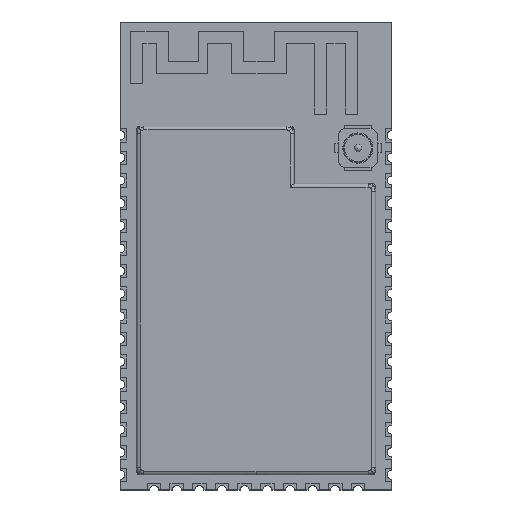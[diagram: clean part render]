
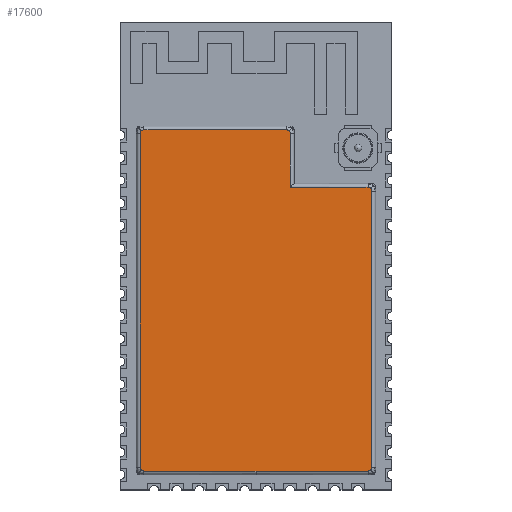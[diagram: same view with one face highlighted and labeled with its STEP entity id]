
A CAD part, top view. The second image highlights one B-rep face of the part: STEP entity #17600.
In plain terms, the highlighted planar face has unit normal (0, 0, 1).
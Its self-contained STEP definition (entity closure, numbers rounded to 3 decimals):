
#139=CIRCLE('',#18577,0.25);
#142=CIRCLE('',#18580,0.25);
#153=CIRCLE('',#18591,0.25);
#156=CIRCLE('',#18594,0.25);
#163=CIRCLE('',#18601,0.25);
#166=CIRCLE('',#18604,0.25);
#177=CIRCLE('',#18615,0.25);
#183=CIRCLE('',#18621,0.25);
#186=CIRCLE('',#18624,0.25);
#193=CIRCLE('',#18632,0.25);
#1110=PLANE('',#18660);
#2066=FACE_OUTER_BOUND('',#3052,.T.);
#3052=EDGE_LOOP('',(#16428,#16429,#16430,#16431,#16432,#16433,#16434,#16435,
#16436,#16437,#16438,#16439,#16440,#16441,#16442,#16443,#16444));
#5022=LINE('',#31234,#7014);
#5027=LINE('',#31285,#7019);
#5030=LINE('',#31333,#7022);
#5032=LINE('',#31336,#7024);
#5034=LINE('',#31342,#7026);
#5037=LINE('',#31346,#7029);
#5038=LINE('',#31348,#7030);
#7014=VECTOR('',#22501,10.);
#7019=VECTOR('',#22516,10.);
#7022=VECTOR('',#22531,10.);
#7024=VECTOR('',#22535,10.);
#7026=VECTOR('',#22541,10.);
#7029=VECTOR('',#22546,10.);
#7030=VECTOR('',#22549,10.);
#8936=VERTEX_POINT('',#29952);
#8937=VERTEX_POINT('',#29959);
#8939=VERTEX_POINT('',#30005);
#8952=VERTEX_POINT('',#30282);
#8953=VERTEX_POINT('',#30289);
#8955=VERTEX_POINT('',#30335);
#8964=VERTEX_POINT('',#30520);
#8965=VERTEX_POINT('',#30527);
#8967=VERTEX_POINT('',#30573);
#8980=VERTEX_POINT('',#30850);
#8981=VERTEX_POINT('',#30857);
#8988=VERTEX_POINT('',#30996);
#8989=VERTEX_POINT('',#31003);
#8991=VERTEX_POINT('',#31049);
#8997=VERTEX_POINT('',#31179);
#9007=VERTEX_POINT('',#31284);
#9012=VERTEX_POINT('',#31340);
#11373=EDGE_CURVE('',#8936,#8937,#139,.T.);
#11377=EDGE_CURVE('',#8939,#8936,#142,.T.);
#11395=EDGE_CURVE('',#8952,#8953,#153,.T.);
#11399=EDGE_CURVE('',#8955,#8952,#156,.T.);
#11411=EDGE_CURVE('',#8964,#8965,#163,.T.);
#11415=EDGE_CURVE('',#8967,#8964,#166,.T.);
#11433=EDGE_CURVE('',#8980,#8981,#177,.T.);
#11443=EDGE_CURVE('',#8988,#8989,#183,.T.);
#11447=EDGE_CURVE('',#8991,#8988,#186,.T.);
#11457=EDGE_CURVE('',#8997,#8980,#193,.T.);
#11466=EDGE_CURVE('',#8989,#8967,#5022,.T.);
#11474=EDGE_CURVE('',#8965,#9007,#5027,.T.);
#11481=EDGE_CURVE('',#9007,#8939,#5030,.T.);
#11483=EDGE_CURVE('',#8937,#8955,#5032,.T.);
#11486=EDGE_CURVE('',#9012,#8997,#5034,.T.);
#11489=EDGE_CURVE('',#8953,#9012,#5037,.T.);
#11490=EDGE_CURVE('',#8981,#8991,#5038,.T.);
#16428=ORIENTED_EDGE('',*,*,#11377,.F.);
#16429=ORIENTED_EDGE('',*,*,#11481,.F.);
#16430=ORIENTED_EDGE('',*,*,#11474,.F.);
#16431=ORIENTED_EDGE('',*,*,#11411,.F.);
#16432=ORIENTED_EDGE('',*,*,#11415,.F.);
#16433=ORIENTED_EDGE('',*,*,#11466,.F.);
#16434=ORIENTED_EDGE('',*,*,#11443,.F.);
#16435=ORIENTED_EDGE('',*,*,#11447,.F.);
#16436=ORIENTED_EDGE('',*,*,#11490,.F.);
#16437=ORIENTED_EDGE('',*,*,#11433,.F.);
#16438=ORIENTED_EDGE('',*,*,#11457,.F.);
#16439=ORIENTED_EDGE('',*,*,#11486,.F.);
#16440=ORIENTED_EDGE('',*,*,#11489,.F.);
#16441=ORIENTED_EDGE('',*,*,#11395,.F.);
#16442=ORIENTED_EDGE('',*,*,#11399,.F.);
#16443=ORIENTED_EDGE('',*,*,#11483,.F.);
#16444=ORIENTED_EDGE('',*,*,#11373,.F.);
#17600=ADVANCED_FACE('',(#2066),#1110,.T.);
#18577=AXIS2_PLACEMENT_3D('',#29960,#22369,#22370);
#18580=AXIS2_PLACEMENT_3D('',#30007,#22375,#22376);
#18591=AXIS2_PLACEMENT_3D('',#30290,#22397,#22398);
#18594=AXIS2_PLACEMENT_3D('',#30337,#22403,#22404);
#18601=AXIS2_PLACEMENT_3D('',#30528,#22417,#22418);
#18604=AXIS2_PLACEMENT_3D('',#30575,#22423,#22424);
#18615=AXIS2_PLACEMENT_3D('',#30858,#22445,#22446);
#18621=AXIS2_PLACEMENT_3D('',#31004,#22457,#22458);
#18624=AXIS2_PLACEMENT_3D('',#31051,#22463,#22464);
#18632=AXIS2_PLACEMENT_3D('',#31181,#22481,#22482);
#18660=AXIS2_PLACEMENT_3D('',#31364,#22567,#22568);
#22369=DIRECTION('center_axis',(0.,0.,-1.));
#22370=DIRECTION('ref_axis',(0.707,0.707,0.));
#22375=DIRECTION('center_axis',(0.,0.,-1.));
#22376=DIRECTION('ref_axis',(0.707,0.707,0.));
#22397=DIRECTION('center_axis',(0.,0.,-1.));
#22398=DIRECTION('ref_axis',(0.707,-0.707,0.));
#22403=DIRECTION('center_axis',(0.,0.,-1.));
#22404=DIRECTION('ref_axis',(0.707,-0.707,0.));
#22417=DIRECTION('center_axis',(0.,0.,-1.));
#22418=DIRECTION('ref_axis',(0.707,0.707,0.));
#22423=DIRECTION('center_axis',(0.,0.,-1.));
#22424=DIRECTION('ref_axis',(0.707,0.707,0.));
#22445=DIRECTION('center_axis',(0.,0.,-1.));
#22446=DIRECTION('ref_axis',(-0.707,-0.707,0.));
#22457=DIRECTION('center_axis',(0.,0.,-1.));
#22458=DIRECTION('ref_axis',(-0.707,0.707,0.));
#22463=DIRECTION('center_axis',(0.,0.,-1.));
#22464=DIRECTION('ref_axis',(-0.707,0.707,0.));
#22481=DIRECTION('center_axis',(0.,0.,-1.));
#22482=DIRECTION('ref_axis',(-0.707,-0.707,0.));
#22501=DIRECTION('',(1.,0.,0.));
#22516=DIRECTION('',(0.,-1.,0.));
#22531=DIRECTION('',(1.,0.,0.));
#22535=DIRECTION('',(0.,-1.,0.));
#22541=DIRECTION('',(-1.,0.,0.));
#22546=DIRECTION('',(-1.,0.,0.));
#22549=DIRECTION('',(0.,1.,0.));
#22567=DIRECTION('center_axis',(0.,0.,1.));
#22568=DIRECTION('ref_axis',(1.,0.,0.));
#29952=CARTESIAN_POINT('',(16.597,19.977,3.3));
#29959=CARTESIAN_POINT('',(16.67,19.8,3.3));
#29960=CARTESIAN_POINT('Origin',(16.42,19.8,3.3));
#30005=CARTESIAN_POINT('',(16.42,20.05,3.3));
#30007=CARTESIAN_POINT('Origin',(16.42,19.8,3.3));
#30282=CARTESIAN_POINT('',(16.597,1.323,3.3));
#30289=CARTESIAN_POINT('',(16.42,1.25,3.3));
#30290=CARTESIAN_POINT('Origin',(16.42,1.5,3.3));
#30335=CARTESIAN_POINT('',(16.67,1.5,3.3));
#30337=CARTESIAN_POINT('Origin',(16.42,1.5,3.3));
#30520=CARTESIAN_POINT('',(11.197,23.777,3.3));
#30527=CARTESIAN_POINT('',(11.27,23.6,3.3));
#30528=CARTESIAN_POINT('Origin',(11.02,23.6,3.3));
#30573=CARTESIAN_POINT('',(11.02,23.85,3.3));
#30575=CARTESIAN_POINT('Origin',(11.02,23.6,3.3));
#30850=CARTESIAN_POINT('',(1.403,1.323,3.3));
#30857=CARTESIAN_POINT('',(1.33,1.5,3.3));
#30858=CARTESIAN_POINT('Origin',(1.58,1.5,3.3));
#30996=CARTESIAN_POINT('',(1.403,23.777,3.3));
#31003=CARTESIAN_POINT('',(1.58,23.85,3.3));
#31004=CARTESIAN_POINT('Origin',(1.58,23.6,3.3));
#31049=CARTESIAN_POINT('',(1.33,23.6,3.3));
#31051=CARTESIAN_POINT('Origin',(1.58,23.6,3.3));
#31179=CARTESIAN_POINT('',(1.58,1.25,3.3));
#31181=CARTESIAN_POINT('Origin',(1.58,1.5,3.3));
#31234=CARTESIAN_POINT('',(10.26,23.85,3.3));
#31284=CARTESIAN_POINT('',(11.27,20.05,3.3));
#31285=CARTESIAN_POINT('',(11.27,16.425,3.3));
#31333=CARTESIAN_POINT('',(12.96,20.05,3.3));
#31336=CARTESIAN_POINT('',(16.67,6.775,3.3));
#31340=CARTESIAN_POINT('',(9.,1.25,3.3));
#31342=CARTESIAN_POINT('',(5.04,1.25,3.3));
#31346=CARTESIAN_POINT('',(9.,1.25,3.3));
#31348=CARTESIAN_POINT('',(1.33,18.325,3.3));
#31364=CARTESIAN_POINT('Origin',(9.,12.55,3.3));
